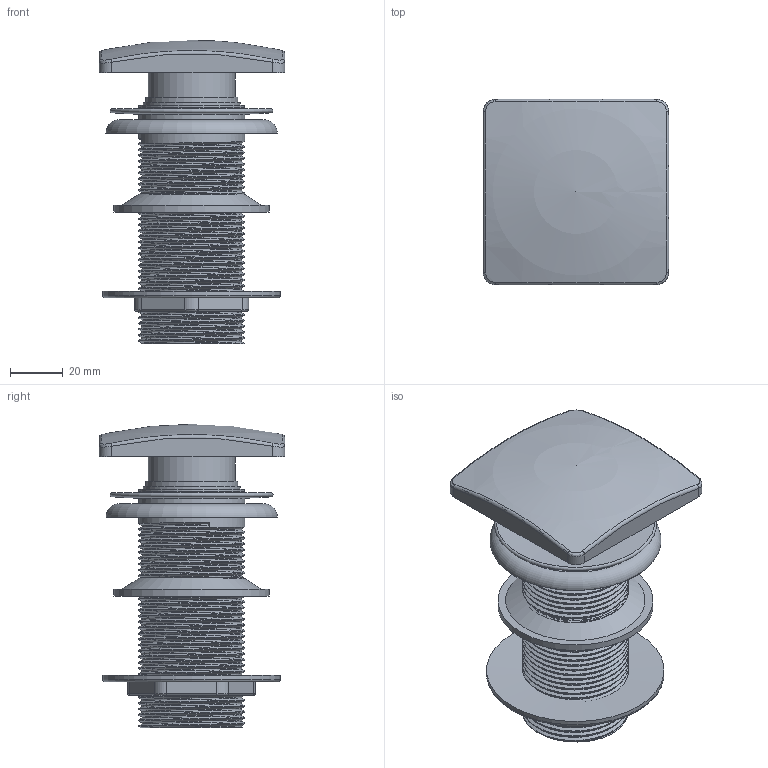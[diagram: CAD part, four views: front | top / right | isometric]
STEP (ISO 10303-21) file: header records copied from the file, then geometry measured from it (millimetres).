
FILE_DESCRIPTION(/* description */ (''),/* implementation_level */ '2;1');
FILE_NAME(/* name */ '铜9公分方盖无孔下水.stp',/* time_stamp */ '2023-11-02T00:19:03+08:00',/* author */ (''),/* organization */ (''),/* preprocessor_version */ 'ST-DEVELOPER v16',/* originating_system */ 'SIEMENS PLM Software NX 10.0',/* authorisation */ '');
FILE_SCHEMA (('AP203_CONFIGURATION_CONTROLLED_3D_DESIGN_OF_MECHANICAL_PARTS_AND_ASSEMBLIES_MIM_LF { 1 0 10303 403 2 1 2}'));
Length unit declared in the file: millimetre
Products named in the file (1): Admi2A887239gd5b
Bounding box: 70.4 x 70.4 x 115.22 mm (x, y, z)
Volume: 58391.1 mm3; surface area: 86445.8 mm2
Topology: 9 solids, 9 shells, 258 faces, 645 edges, 420 vertices
Faces by surface type: cylinder 111, plane 90, torus 21, bspline 20, sphere 9, cone 7
Full cylindrical faces by diameter (mm): 5.5 x1, 6 x1, 7 x5, 10.5 x1, 10.9 x1, 11.5 x1, 13 x1, 13.5 x1, 17 x1, 18 x1, 32 x1, 32.8 x2, 33 x1, 33.9 x1, 35 x2, 35.9 x2, 36.8 x2, 38.5 x1, 39.141 x1, 40 x1, 40.3 x35, 59 x1, 67.5 x1
Entity records: 20333 total; most frequent: CARTESIAN_POINT 15505, DIRECTION 980, ORIENTED_EDGE 908, EDGE_CURVE 454, AXIS2_PLACEMENT_3D 402, VERTEX_POINT 316, EDGE_LOOP 298, ADVANCED_FACE 219
